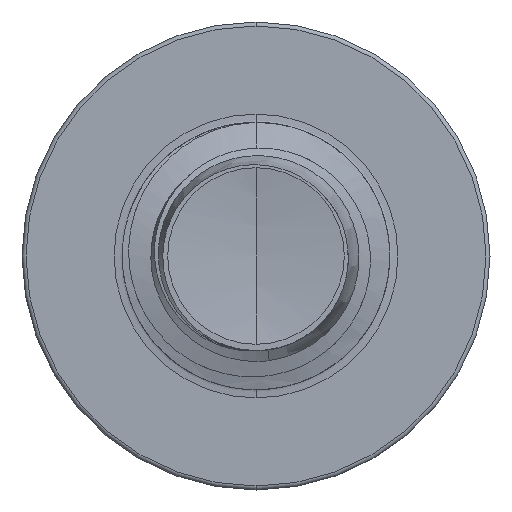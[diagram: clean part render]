
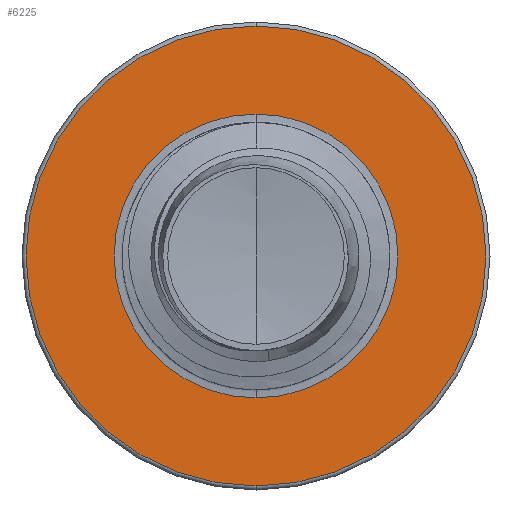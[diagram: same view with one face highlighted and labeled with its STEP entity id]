
A CAD part, front view. The second image highlights one B-rep face of the part: STEP entity #6225.
In plain terms, the highlighted planar face has unit normal (0, -1, 0).
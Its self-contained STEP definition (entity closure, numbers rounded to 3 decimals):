
#55 = CARTESIAN_POINT ( 'NONE',  ( 0., 16., 0. ) ) ;
#513 = CIRCLE ( 'NONE', #18695, 5.16 ) ;
#887 = VERTEX_POINT ( 'NONE', #23280 ) ;
#2002 = DIRECTION ( 'NONE',  ( 0., 0., 1. ) ) ;
#2586 = PLANE ( 'NONE',  #21322 ) ;
#3442 = CIRCLE ( 'NONE', #15830, 3.186 ) ;
#4206 = AXIS2_PLACEMENT_3D ( 'NONE', #10797, #23964, #12720 ) ;
#4967 = FACE_BOUND ( 'NONE', #7208, .T. ) ;
#5037 = FACE_OUTER_BOUND ( 'NONE', #8383, .T. ) ;
#6056 = CARTESIAN_POINT ( 'NONE',  ( 0., 16., 3.186 ) ) ;
#6225 = ADVANCED_FACE ( 'NONE', ( #5037, #4967 ), #2586, .F. ) ;
#6661 = CIRCLE ( 'NONE', #9170, 3.186 ) ;
#6775 = CARTESIAN_POINT ( 'NONE',  ( 0., 16., -3.186 ) ) ;
#7208 = EDGE_LOOP ( 'NONE', ( #22099, #14830 ) ) ;
#7288 = ORIENTED_EDGE ( 'NONE', *, *, #12756, .F. ) ;
#7968 = EDGE_CURVE ( 'NONE', #19347, #22749, #3442, .T. ) ;
#8383 = EDGE_LOOP ( 'NONE', ( #22936, #7288 ) ) ;
#9170 = AXIS2_PLACEMENT_3D ( 'NONE', #55, #13387, #2002 ) ;
#9890 = DIRECTION ( 'NONE',  ( 0., 0., 1. ) ) ;
#10003 = CARTESIAN_POINT ( 'NONE',  ( 0., 16., 0. ) ) ;
#10797 = CARTESIAN_POINT ( 'NONE',  ( 0., 16., 0. ) ) ;
#10895 = CARTESIAN_POINT ( 'NONE',  ( 0., 16., -3.186 ) ) ;
#11913 = DIRECTION ( 'NONE',  ( 0., 0., 1. ) ) ;
#12108 = DIRECTION ( 'NONE',  ( 0., 1., 0. ) ) ;
#12390 = DIRECTION ( 'NONE',  ( 0., 0., 1. ) ) ;
#12720 = DIRECTION ( 'NONE',  ( 0., 0., 1. ) ) ;
#12756 = EDGE_CURVE ( 'NONE', #21661, #887, #513, .T. ) ;
#13119 = EDGE_CURVE ( 'NONE', #887, #21661, #23785, .T. ) ;
#13387 = DIRECTION ( 'NONE',  ( 0., 1., 0. ) ) ;
#14830 = ORIENTED_EDGE ( 'NONE', *, *, #7968, .T. ) ;
#15830 = AXIS2_PLACEMENT_3D ( 'NONE', #19384, #19199, #9890 ) ;
#18132 = EDGE_CURVE ( 'NONE', #22749, #19347, #6661, .T. ) ;
#18244 = CARTESIAN_POINT ( 'NONE',  ( 0., 16., -5.16 ) ) ;
#18695 = AXIS2_PLACEMENT_3D ( 'NONE', #10003, #23225, #11913 ) ;
#19199 = DIRECTION ( 'NONE',  ( 0., 1., 0. ) ) ;
#19347 = VERTEX_POINT ( 'NONE', #6775 ) ;
#19384 = CARTESIAN_POINT ( 'NONE',  ( 0., 16., 0. ) ) ;
#21322 = AXIS2_PLACEMENT_3D ( 'NONE', #10895, #12108, #12390 ) ;
#21661 = VERTEX_POINT ( 'NONE', #18244 ) ;
#22099 = ORIENTED_EDGE ( 'NONE', *, *, #18132, .T. ) ;
#22749 = VERTEX_POINT ( 'NONE', #6056 ) ;
#22936 = ORIENTED_EDGE ( 'NONE', *, *, #13119, .F. ) ;
#23225 = DIRECTION ( 'NONE',  ( 0., 1., 0. ) ) ;
#23280 = CARTESIAN_POINT ( 'NONE',  ( 0., 16., 5.16 ) ) ;
#23785 = CIRCLE ( 'NONE', #4206, 5.16 ) ;
#23964 = DIRECTION ( 'NONE',  ( 0., 1., 0. ) ) ;
